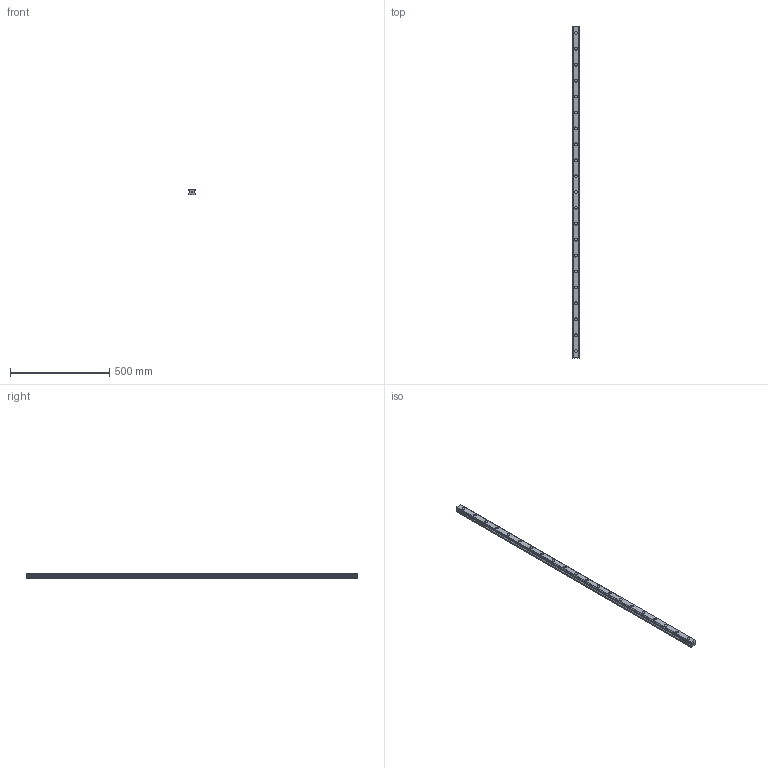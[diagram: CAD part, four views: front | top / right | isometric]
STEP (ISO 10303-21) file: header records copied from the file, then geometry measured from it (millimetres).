
FILE_DESCRIPTION(('STEP AP214'),'1');
FILE_NAME('cctmp_6D4E21FA-EFC4-415D-9207-E3113E5BB1DD_2020_7_6_14_42_35_705..stp','2020-07-06T12:42:35',('HIWIN GmbH'),('CADClick - www.CADClick.com'),'Spatial InterOp 3D',' ','unknown authorization');
FILE_SCHEMA(('AUTOMOTIVE_DESIGN'));
Length unit declared in the file: millimetre
Products named in the file (1): HGR35R1670H_FILE
Bounding box: 34 x 1670 x 29 mm (x, y, z)
Volume: 1364358.3 mm3; surface area: 242746.4 mm2
Topology: 1 solids, 1 shells, 304 faces, 705 edges, 470 vertices
Faces by surface type: plane 156, cylinder 148
Entity records: 11201 total; most frequent: DIRECTION 1611, CARTESIAN_POINT 1480, ORIENTED_EDGE 1410, EDGE_CURVE 705, AXIS2_PLACEMENT_3D 601, VERTEX_POINT 470, LINE 409, VECTOR 409
